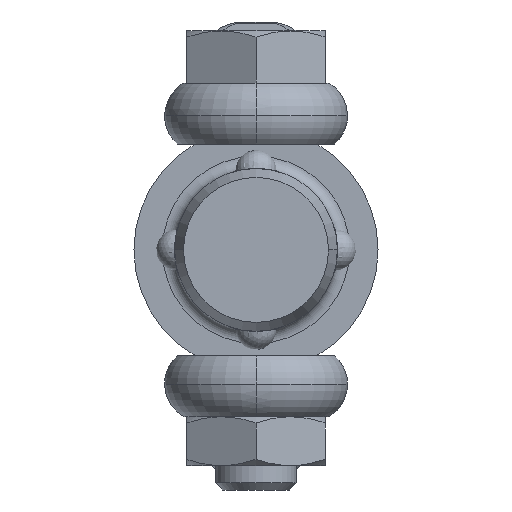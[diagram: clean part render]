
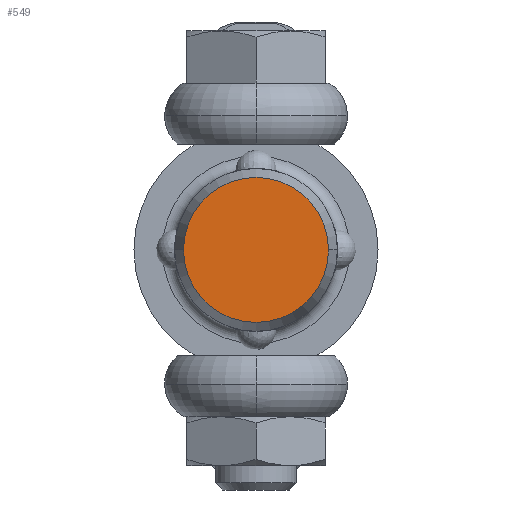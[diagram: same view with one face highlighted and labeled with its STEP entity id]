
A CAD part, left-side view. The second image highlights one B-rep face of the part: STEP entity #549.
In plain terms, the highlighted planar face has unit normal (-1, 0, 0).
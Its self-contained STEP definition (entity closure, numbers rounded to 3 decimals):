
#549=ADVANCED_FACE('',(#1125),#1126,.T.);
#1125=FACE_OUTER_BOUND('',#7466,.T.);
#1126=PLANE('',#7467);
#7466=EDGE_LOOP('',(#11521,#11522));
#7467=AXIS2_PLACEMENT_3D('',#11523,#11524,#11525);
#11521=ORIENTED_EDGE('',*,*,#12470,.F.);
#11522=ORIENTED_EDGE('',*,*,#12275,.F.);
#11523=CARTESIAN_POINT('',(-69.7,-4.454,0.0));
#11524=DIRECTION('',(-1.0,0.0,0.0));
#11525=DIRECTION('',(0.0,1.0,0.0));
#12275=EDGE_CURVE('',#13141,#13136,#13143,.T.);
#12470=EDGE_CURVE('',#13136,#13141,#13385,.T.);
#13136=VERTEX_POINT('',#15030);
#13141=VERTEX_POINT('',#15036);
#13143=CIRCLE('',#15039,8.908);
#13385=CIRCLE('',#15776,8.908);
#15030=CARTESIAN_POINT('',(-69.7,-8.908,0.0));
#15036=CARTESIAN_POINT('',(-69.7,8.908,0.));
#15039=AXIS2_PLACEMENT_3D('',#16481,#16482,#16483);
#15776=AXIS2_PLACEMENT_3D('',#16685,#16686,#16687);
#16481=CARTESIAN_POINT('',(-69.7,0.0,0.0));
#16482=DIRECTION('',(1.0,0.0,0.0));
#16483=DIRECTION('',(0.0,-1.0,0.0));
#16685=CARTESIAN_POINT('',(-69.7,0.0,0.0));
#16686=DIRECTION('',(1.0,0.0,0.0));
#16687=DIRECTION('',(0.0,-1.0,0.0));
